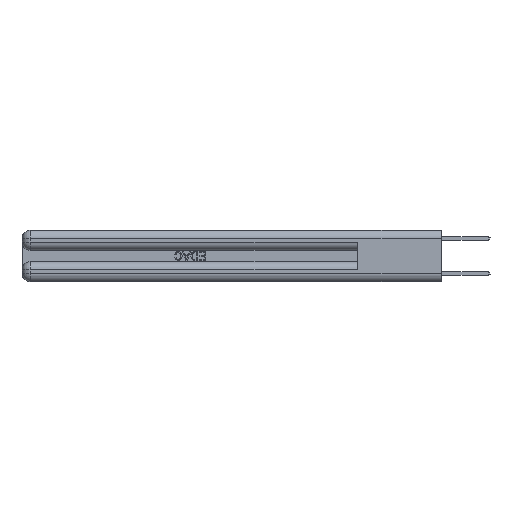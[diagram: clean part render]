
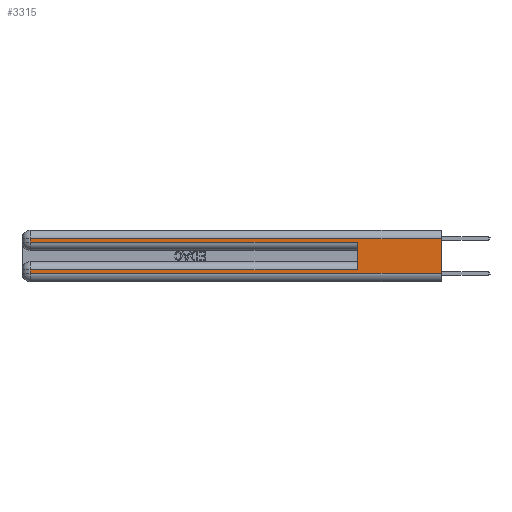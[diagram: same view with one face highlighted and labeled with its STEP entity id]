
A CAD part, left-side view. The second image highlights one B-rep face of the part: STEP entity #3315.
In plain terms, the highlighted planar face has unit normal (-1, 0, 0).
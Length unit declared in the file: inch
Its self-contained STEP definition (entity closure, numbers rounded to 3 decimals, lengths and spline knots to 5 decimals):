
#836 = DIRECTION ( 'NONE',  ( 0., 0., 1. ) ) ;
#853 = LINE ( 'NONE', #3207, #17066 ) ;
#1688 = DIRECTION ( 'NONE',  ( 0., 0., -1. ) ) ;
#1730 = CARTESIAN_POINT ( 'NONE',  ( 0., 0., 0.06 ) ) ;
#2040 = CARTESIAN_POINT ( 'NONE',  ( 0., 0.6, 0.085 ) ) ;
#2231 = VECTOR ( 'NONE', #9494, 39.37008 ) ;
#3179 = VERTEX_POINT ( 'NONE', #11036 ) ;
#3207 = CARTESIAN_POINT ( 'NONE',  ( 0., 2.94, 0.37 ) ) ;
#3235 = EDGE_CURVE ( 'NONE', #8613, #3179, #13371, .T. ) ;
#3315 = ADVANCED_FACE ( 'NONE', ( #7398 ), #12409, .F. ) ;
#3680 = DIRECTION ( 'NONE',  ( 0., 1., 0. ) ) ;
#4375 = CARTESIAN_POINT ( 'NONE',  ( 0., 0., 0.285 ) ) ;
#5297 = CARTESIAN_POINT ( 'NONE',  ( 0., 0., 0.31 ) ) ;
#6620 = DIRECTION ( 'NONE',  ( 0., 1., 0. ) ) ;
#6723 = ORIENTED_EDGE ( 'NONE', *, *, #26836, .T. ) ;
#6760 = VECTOR ( 'NONE', #6620, 39.37008 ) ;
#7154 = VERTEX_POINT ( 'NONE', #1730 ) ;
#7380 = CARTESIAN_POINT ( 'NONE',  ( 0., 0., 0.06 ) ) ;
#7398 = FACE_OUTER_BOUND ( 'NONE', #8310, .T. ) ;
#8231 = VECTOR ( 'NONE', #836, 39.37008 ) ;
#8310 = EDGE_LOOP ( 'NONE', ( #28317, #10539, #20626, #13789, #30624, #14851, #6723, #17551 ) ) ;
#8526 = EDGE_CURVE ( 'NONE', #25658, #7154, #14419, .T. ) ;
#8613 = VERTEX_POINT ( 'NONE', #2040 ) ;
#8629 = VECTOR ( 'NONE', #1688, 39.37008 ) ;
#8786 = VECTOR ( 'NONE', #14254, 39.37008 ) ;
#9037 = CARTESIAN_POINT ( 'NONE',  ( 0., 0., 0.37 ) ) ;
#9494 = DIRECTION ( 'NONE',  ( 0., 0., -1. ) ) ;
#10276 = VERTEX_POINT ( 'NONE', #23014 ) ;
#10539 = ORIENTED_EDGE ( 'NONE', *, *, #26883, .T. ) ;
#10868 = EDGE_CURVE ( 'NONE', #25435, #7154, #16661, .T. ) ;
#11036 = CARTESIAN_POINT ( 'NONE',  ( 0., 2.94, 0.085 ) ) ;
#11556 = EDGE_CURVE ( 'NONE', #10276, #12881, #20661, .T. ) ;
#12409 = PLANE ( 'NONE',  #24260 ) ;
#12792 = LINE ( 'NONE', #25162, #29616 ) ;
#12881 = VERTEX_POINT ( 'NONE', #28883 ) ;
#13371 = LINE ( 'NONE', #20893, #6760 ) ;
#13700 = EDGE_CURVE ( 'NONE', #8613, #17700, #29232, .T. ) ;
#13789 = ORIENTED_EDGE ( 'NONE', *, *, #19756, .T. ) ;
#14113 = DIRECTION ( 'NONE',  ( 0., 0., -1. ) ) ;
#14254 = DIRECTION ( 'NONE',  ( 0., -1., 0. ) ) ;
#14419 = LINE ( 'NONE', #7380, #8786 ) ;
#14590 = CARTESIAN_POINT ( 'NONE',  ( 0., 0.6, 0.285 ) ) ;
#14798 = CARTESIAN_POINT ( 'NONE',  ( 0., 0.6, 0.145 ) ) ;
#14851 = ORIENTED_EDGE ( 'NONE', *, *, #3235, .T. ) ;
#15406 = VECTOR ( 'NONE', #25867, 39.37008 ) ;
#16275 = LINE ( 'NONE', #4375, #15406 ) ;
#16661 = LINE ( 'NONE', #9037, #2231 ) ;
#17066 = VECTOR ( 'NONE', #17482, 39.37008 ) ;
#17482 = DIRECTION ( 'NONE',  ( 0., 0., -1. ) ) ;
#17551 = ORIENTED_EDGE ( 'NONE', *, *, #8526, .T. ) ;
#17700 = VERTEX_POINT ( 'NONE', #14590 ) ;
#19290 = DIRECTION ( 'NONE',  ( 1., 0., 0. ) ) ;
#19756 = EDGE_CURVE ( 'NONE', #12881, #17700, #16275, .T. ) ;
#20626 = ORIENTED_EDGE ( 'NONE', *, *, #11556, .T. ) ;
#20661 = LINE ( 'NONE', #23165, #8629 ) ;
#20893 = CARTESIAN_POINT ( 'NONE',  ( 0., 0., 0.085 ) ) ;
#21645 = CARTESIAN_POINT ( 'NONE',  ( 0., 0., 0.37 ) ) ;
#23014 = CARTESIAN_POINT ( 'NONE',  ( 0., 2.94, 0.31 ) ) ;
#23165 = CARTESIAN_POINT ( 'NONE',  ( 0., 2.94, 0.37 ) ) ;
#24260 = AXIS2_PLACEMENT_3D ( 'NONE', #21645, #19290, #14113 ) ;
#25162 = CARTESIAN_POINT ( 'NONE',  ( 0., 0., 0.31 ) ) ;
#25435 = VERTEX_POINT ( 'NONE', #5297 ) ;
#25658 = VERTEX_POINT ( 'NONE', #28904 ) ;
#25867 = DIRECTION ( 'NONE',  ( 0., -1., 0. ) ) ;
#26836 = EDGE_CURVE ( 'NONE', #3179, #25658, #853, .T. ) ;
#26883 = EDGE_CURVE ( 'NONE', #25435, #10276, #12792, .T. ) ;
#28317 = ORIENTED_EDGE ( 'NONE', *, *, #10868, .F. ) ;
#28883 = CARTESIAN_POINT ( 'NONE',  ( 0., 2.94, 0.285 ) ) ;
#28904 = CARTESIAN_POINT ( 'NONE',  ( 0., 2.94, 0.06 ) ) ;
#29232 = LINE ( 'NONE', #14798, #8231 ) ;
#29616 = VECTOR ( 'NONE', #3680, 39.37008 ) ;
#30624 = ORIENTED_EDGE ( 'NONE', *, *, #13700, .F. ) ;
